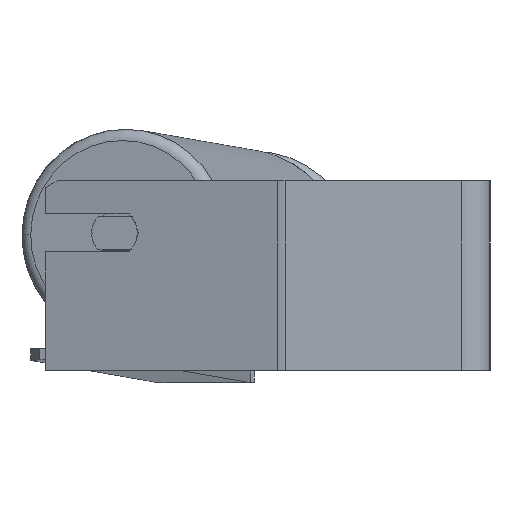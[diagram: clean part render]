
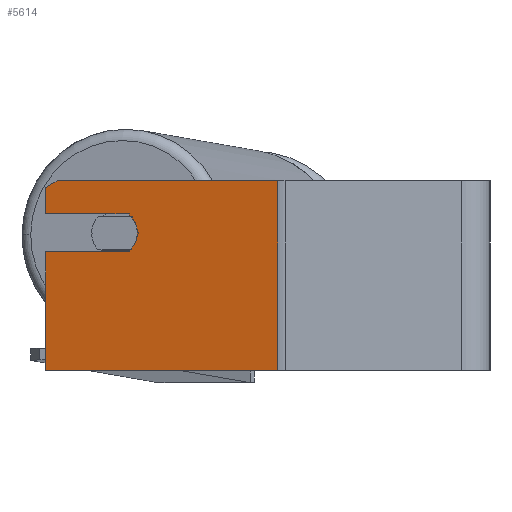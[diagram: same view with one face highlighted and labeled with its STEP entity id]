
A CAD part, left-side view. The second image highlights one B-rep face of the part: STEP entity #5614.
In plain terms, the highlighted planar face has unit normal (-0.966, 0.259, 0).
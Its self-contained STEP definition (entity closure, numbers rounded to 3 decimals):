
#196 = DIRECTION ( 'NONE',  ( 0., 0., -1. ) ) ;
#197 = DIRECTION ( 'NONE',  ( 0., 0., -1. ) ) ;
#207 = CARTESIAN_POINT ( 'NONE',  ( -341.135, 158.443, 18. ) ) ;
#303 = CARTESIAN_POINT ( 'NONE',  ( -342.687, 152.647, 26. ) ) ;
#339 = DIRECTION ( 'NONE',  ( -0.259, -0.966, 0. ) ) ;
#374 = LINE ( 'NONE', #6560, #4497 ) ;
#436 = CARTESIAN_POINT ( 'NONE',  ( -342.687, 152.647, 26. ) ) ;
#758 = CARTESIAN_POINT ( 'NONE',  ( -333.37, 187.421, -40. ) ) ;
#802 = AXIS2_PLACEMENT_3D ( 'NONE', #207, #3752, #5051 ) ;
#992 = DIRECTION ( 'NONE',  ( 0.966, -0.259, 0. ) ) ;
#1030 = CARTESIAN_POINT ( 'NONE',  ( -333.37, 187.421, 40. ) ) ;
#1342 = CARTESIAN_POINT ( 'NONE',  ( -359.591, 89.562, 40. ) ) ;
#1361 = VERTEX_POINT ( 'NONE', #3209 ) ;
#1363 = ORIENTED_EDGE ( 'NONE', *, *, #3240, .F. ) ;
#1422 = ORIENTED_EDGE ( 'NONE', *, *, #7335, .F. ) ;
#1768 = EDGE_LOOP ( 'NONE', ( #2021, #2161, #4113, #6395, #5783, #4358, #1422, #4493, #5732, #1363 ) ) ;
#2014 = CIRCLE ( 'NONE', #4221, 10. ) ;
#2021 = ORIENTED_EDGE ( 'NONE', *, *, #5330, .F. ) ;
#2123 = VERTEX_POINT ( 'NONE', #8078 ) ;
#2161 = ORIENTED_EDGE ( 'NONE', *, *, #7605, .T. ) ;
#2280 = LINE ( 'NONE', #303, #2575 ) ;
#2489 = VERTEX_POINT ( 'NONE', #6026 ) ;
#2510 = DIRECTION ( 'NONE',  ( 0., 0., -1. ) ) ;
#2575 = VECTOR ( 'NONE', #3669, 1000. ) ;
#2759 = DIRECTION ( 'NONE',  ( -0.259, -0.966, 0. ) ) ;
#2767 = EDGE_CURVE ( 'NONE', #1361, #7392, #8689, .T. ) ;
#2801 = LINE ( 'NONE', #758, #4789 ) ;
#3209 = CARTESIAN_POINT ( 'NONE',  ( -342.687, 152.647, 10. ) ) ;
#3240 = EDGE_CURVE ( 'NONE', #4832, #2489, #3612, .T. ) ;
#3414 = LINE ( 'NONE', #8133, #7417 ) ;
#3423 = VECTOR ( 'NONE', #197, 1000. ) ;
#3612 = LINE ( 'NONE', #3695, #3423 ) ;
#3667 = CARTESIAN_POINT ( 'NONE',  ( -333.37, 187.421, 26. ) ) ;
#3669 = DIRECTION ( 'NONE',  ( 0.259, 0.966, 0. ) ) ;
#3695 = CARTESIAN_POINT ( 'NONE',  ( -359.591, 89.562, 40. ) ) ;
#3752 = DIRECTION ( 'NONE',  ( -0.966, 0.259, 0. ) ) ;
#3914 = VECTOR ( 'NONE', #2510, 1000. ) ;
#4113 = ORIENTED_EDGE ( 'NONE', *, *, #5153, .T. ) ;
#4221 = AXIS2_PLACEMENT_3D ( 'NONE', #6706, #6066, #8201 ) ;
#4358 = ORIENTED_EDGE ( 'NONE', *, *, #2767, .F. ) ;
#4493 = ORIENTED_EDGE ( 'NONE', *, *, #7209, .T. ) ;
#4497 = VECTOR ( 'NONE', #339, 1000. ) ;
#4629 = VECTOR ( 'NONE', #196, 1000. ) ;
#4699 = LINE ( 'NONE', #5382, #7853 ) ;
#4789 = VECTOR ( 'NONE', #2759, 1000. ) ;
#4832 = VERTEX_POINT ( 'NONE', #1342 ) ;
#5037 = CARTESIAN_POINT ( 'NONE',  ( -333.37, 187.421, 40. ) ) ;
#5051 = DIRECTION ( 'NONE',  ( -0.259, -0.966, 0. ) ) ;
#5153 = EDGE_CURVE ( 'NONE', #5702, #8881, #6416, .T. ) ;
#5330 = EDGE_CURVE ( 'NONE', #2123, #4832, #4699, .T. ) ;
#5382 = CARTESIAN_POINT ( 'NONE',  ( -333.37, 187.421, 40. ) ) ;
#5451 = CARTESIAN_POINT ( 'NONE',  ( -333.37, 187.421, 37.113 ) ) ;
#5614 = ADVANCED_FACE ( 'NONE', ( #5933 ), #6494, .F. ) ;
#5702 = VERTEX_POINT ( 'NONE', #5451 ) ;
#5732 = ORIENTED_EDGE ( 'NONE', *, *, #7032, .T. ) ;
#5783 = ORIENTED_EDGE ( 'NONE', *, *, #8192, .F. ) ;
#5849 = DIRECTION ( 'NONE',  ( 0.259, 0.966, 0. ) ) ;
#5933 = FACE_OUTER_BOUND ( 'NONE', #1768, .T. ) ;
#6026 = CARTESIAN_POINT ( 'NONE',  ( -359.591, 89.562, -40. ) ) ;
#6066 = DIRECTION ( 'NONE',  ( -0.966, 0.259, 0. ) ) ;
#6128 = VERTEX_POINT ( 'NONE', #436 ) ;
#6395 = ORIENTED_EDGE ( 'NONE', *, *, #6435, .F. ) ;
#6416 = LINE ( 'NONE', #5037, #4629 ) ;
#6435 = EDGE_CURVE ( 'NONE', #6128, #8881, #2280, .T. ) ;
#6494 = PLANE ( 'NONE',  #7384 ) ;
#6560 = CARTESIAN_POINT ( 'NONE',  ( -342.687, 152.647, 10. ) ) ;
#6706 = CARTESIAN_POINT ( 'NONE',  ( -341.135, 158.443, 18. ) ) ;
#6830 = LINE ( 'NONE', #7497, #3914 ) ;
#7032 = EDGE_CURVE ( 'NONE', #8792, #2489, #2801, .T. ) ;
#7209 = EDGE_CURVE ( 'NONE', #8242, #8792, #6830, .T. ) ;
#7335 = EDGE_CURVE ( 'NONE', #8242, #1361, #374, .T. ) ;
#7384 = AXIS2_PLACEMENT_3D ( 'NONE', #1030, #992, #5849 ) ;
#7392 = VERTEX_POINT ( 'NONE', #8693 ) ;
#7417 = VECTOR ( 'NONE', #8179, 1000. ) ;
#7497 = CARTESIAN_POINT ( 'NONE',  ( -333.37, 187.421, 40. ) ) ;
#7605 = EDGE_CURVE ( 'NONE', #2123, #5702, #3414, .T. ) ;
#7853 = VECTOR ( 'NONE', #8955, 1000. ) ;
#8078 = CARTESIAN_POINT ( 'NONE',  ( -334.664, 182.591, 40. ) ) ;
#8133 = CARTESIAN_POINT ( 'NONE',  ( -333.37, 187.421, 37.113 ) ) ;
#8179 = DIRECTION ( 'NONE',  ( 0.224, 0.837, -0.5 ) ) ;
#8192 = EDGE_CURVE ( 'NONE', #7392, #6128, #2014, .T. ) ;
#8201 = DIRECTION ( 'NONE',  ( -0.259, -0.966, 0. ) ) ;
#8242 = VERTEX_POINT ( 'NONE', #8941 ) ;
#8471 = CARTESIAN_POINT ( 'NONE',  ( -333.37, 187.421, -40. ) ) ;
#8689 = CIRCLE ( 'NONE', #802, 10. ) ;
#8693 = CARTESIAN_POINT ( 'NONE',  ( -343.723, 148.784, 18. ) ) ;
#8792 = VERTEX_POINT ( 'NONE', #8471 ) ;
#8881 = VERTEX_POINT ( 'NONE', #3667 ) ;
#8941 = CARTESIAN_POINT ( 'NONE',  ( -333.37, 187.421, 10. ) ) ;
#8955 = DIRECTION ( 'NONE',  ( -0.259, -0.966, 0. ) ) ;
